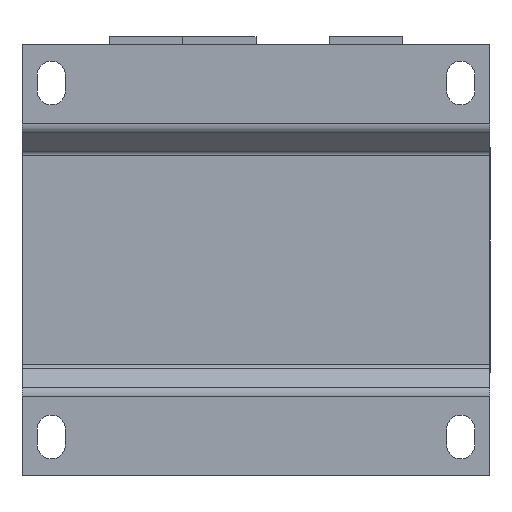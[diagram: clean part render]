
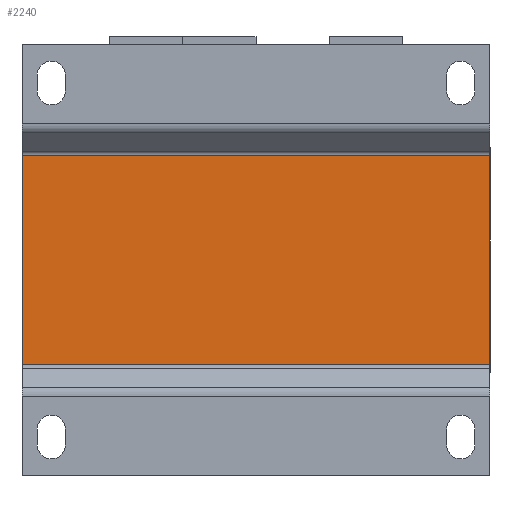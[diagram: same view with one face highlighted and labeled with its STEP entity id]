
A CAD part, front view. The second image highlights one B-rep face of the part: STEP entity #2240.
In plain terms, the highlighted planar face has unit normal (0, -1, 0).
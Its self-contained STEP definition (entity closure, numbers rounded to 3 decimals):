
#316 = VECTOR ( 'NONE', #672, 1000. ) ;
#374 = CARTESIAN_POINT ( 'NONE',  ( -48., -41.5, -44.15 ) ) ;
#672 = DIRECTION ( 'NONE',  ( 1., 0., 0. ) ) ;
#899 = PLANE ( 'NONE',  #3329 ) ;
#950 = CARTESIAN_POINT ( 'NONE',  ( -48., -41.5, -21.464 ) ) ;
#1026 = EDGE_CURVE ( 'Defeature ausgef�hrt1_29+Defeature ausgef�hrt1_31+Defeature ausgef�hrt1_50+Defeature ausgef�hrt1_37', #2071, #4988, #3500, .T. ) ;
#1135 = EDGE_CURVE ( 'Defeature ausgef�hrt1_51+Defeature ausgef�hrt1_31+Defeature ausgef�hrt1_49+Defeature ausgef�hrt1_50', #7079, #2071, #3251, .T. ) ;
#1203 = VECTOR ( 'NONE', #3530, 1000. ) ;
#1266 = ORIENTED_EDGE ( 'NONE', *, *, #1135, .F. ) ;
#2004 = CARTESIAN_POINT ( 'NONE',  ( 0., -41.5, 0. ) ) ;
#2020 = CARTESIAN_POINT ( 'NONE',  ( -48., -41.5, 21.464 ) ) ;
#2071 = VERTEX_POINT ( 'NONE', #5108 ) ;
#2158 = LINE ( 'NONE', #374, #3952 ) ;
#2212 = CARTESIAN_POINT ( 'NONE',  ( 48., -41.5, -44.15 ) ) ;
#2240 = ADVANCED_FACE ( 'Defeature ausgef�hrt1_31', ( #6856 ), #899, .F. ) ;
#2345 = CARTESIAN_POINT ( 'NONE',  ( 0., -41.5, 21.464 ) ) ;
#2412 = CARTESIAN_POINT ( 'NONE',  ( 0., -41.5, -21.464 ) ) ;
#2703 = ORIENTED_EDGE ( 'NONE', *, *, #4903, .T. ) ;
#3036 = CARTESIAN_POINT ( 'NONE',  ( 48., -41.5, -21.464 ) ) ;
#3096 = DIRECTION ( 'NONE',  ( 0., 1., 0. ) ) ;
#3251 = LINE ( 'NONE', #2345, #316 ) ;
#3329 = AXIS2_PLACEMENT_3D ( 'NONE', #2004, #3096, #3666 ) ;
#3500 = LINE ( 'NONE', #2212, #3680 ) ;
#3530 = DIRECTION ( 'NONE',  ( 1., 0., 0. ) ) ;
#3666 = DIRECTION ( 'NONE',  ( -1., 0., 0. ) ) ;
#3680 = VECTOR ( 'NONE', #6067, 1000. ) ;
#3713 = LINE ( 'NONE', #2412, #1203 ) ;
#3952 = VECTOR ( 'NONE', #4832, 1000. ) ;
#4178 = VERTEX_POINT ( 'NONE', #950 ) ;
#4347 = ORIENTED_EDGE ( 'NONE', *, *, #1026, .F. ) ;
#4583 = EDGE_CURVE ( 'Defeature ausgef�hrt1_30+Defeature ausgef�hrt1_31+Defeature ausgef�hrt1_36+Defeature ausgef�hrt1_49', #4178, #7079, #2158, .T. ) ;
#4832 = DIRECTION ( 'NONE',  ( 0., 0., 1. ) ) ;
#4903 = EDGE_CURVE ( 'Defeature ausgef�hrt1_31+Defeature ausgef�hrt1_38+Defeature ausgef�hrt1_30+Defeature ausgef�hrt1_29', #4178, #4988, #3713, .T. ) ;
#4988 = VERTEX_POINT ( 'NONE', #3036 ) ;
#5108 = CARTESIAN_POINT ( 'NONE',  ( 48., -41.5, 21.464 ) ) ;
#6067 = DIRECTION ( 'NONE',  ( 0., 0., -1. ) ) ;
#6190 = ORIENTED_EDGE ( 'NONE', *, *, #4583, .F. ) ;
#6856 = FACE_OUTER_BOUND ( 'NONE', #7148, .T. ) ;
#7079 = VERTEX_POINT ( 'NONE', #2020 ) ;
#7148 = EDGE_LOOP ( 'NONE', ( #1266, #6190, #2703, #4347 ) ) ;
